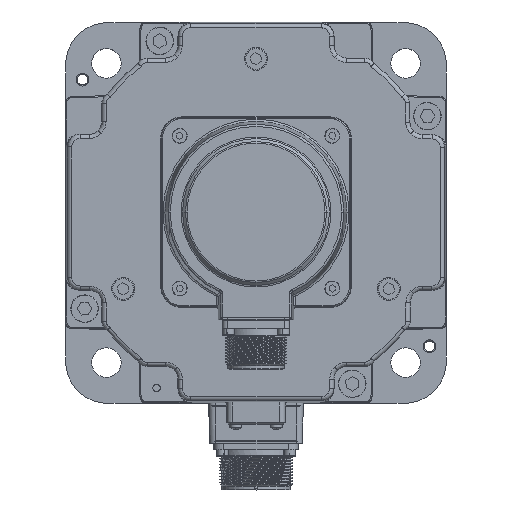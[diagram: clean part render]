
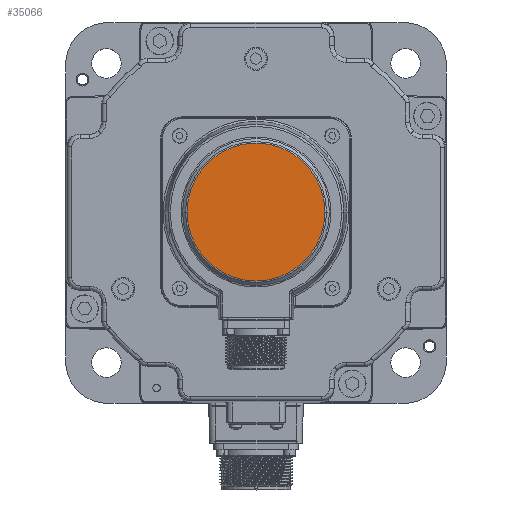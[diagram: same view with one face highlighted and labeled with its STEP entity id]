
A CAD part, top view. The second image highlights one B-rep face of the part: STEP entity #35066.
In plain terms, the highlighted planar face has unit normal (0, 0, 1).
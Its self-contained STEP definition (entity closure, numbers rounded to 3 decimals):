
#3259 = CARTESIAN_POINT ( 'NONE',  ( 0., 0., 105.2 ) ) ;
#6751 = VERTEX_POINT ( 'NONE', #86600 ) ;
#14973 = DIRECTION ( 'NONE',  ( -1., 0., 0. ) ) ;
#31640 = AXIS2_PLACEMENT_3D ( 'NONE', #90136, #115293, #36502 ) ;
#35066 = ADVANCED_FACE ( 'NONE', ( #114138 ), #63034, .T. ) ;
#35548 = VERTEX_POINT ( 'NONE', #68230 ) ;
#36502 = DIRECTION ( 'NONE',  ( -1., 0., 0. ) ) ;
#38752 = DIRECTION ( 'NONE',  ( -1., 0., 0. ) ) ;
#41633 = EDGE_LOOP ( 'NONE', ( #150005, #94817 ) ) ;
#45491 = AXIS2_PLACEMENT_3D ( 'NONE', #126794, #153563, #38752 ) ;
#50718 = EDGE_CURVE ( 'NONE', #6751, #35548, #85601, .T. ) ;
#55721 = CIRCLE ( 'NONE', #31640, 32.586 ) ;
#63034 = PLANE ( 'NONE',  #138929 ) ;
#68230 = CARTESIAN_POINT ( 'NONE',  ( -32.586, 0., 105.2 ) ) ;
#85601 = CIRCLE ( 'NONE', #45491, 32.586 ) ;
#86600 = CARTESIAN_POINT ( 'NONE',  ( 32.586, 0., 105.2 ) ) ;
#90136 = CARTESIAN_POINT ( 'NONE',  ( 0., 0., 105.2 ) ) ;
#94817 = ORIENTED_EDGE ( 'NONE', *, *, #50718, .T. ) ;
#114138 = FACE_OUTER_BOUND ( 'NONE', #41633, .T. ) ;
#115293 = DIRECTION ( 'NONE',  ( 0., 0., 1. ) ) ;
#116597 = EDGE_CURVE ( 'NONE', #35548, #6751, #55721, .T. ) ;
#118922 = DIRECTION ( 'NONE',  ( 0., 0., 1. ) ) ;
#126794 = CARTESIAN_POINT ( 'NONE',  ( 0., 0., 105.2 ) ) ;
#138929 = AXIS2_PLACEMENT_3D ( 'NONE', #3259, #118922, #14973 ) ;
#150005 = ORIENTED_EDGE ( 'NONE', *, *, #116597, .T. ) ;
#153563 = DIRECTION ( 'NONE',  ( 0., 0., 1. ) ) ;
